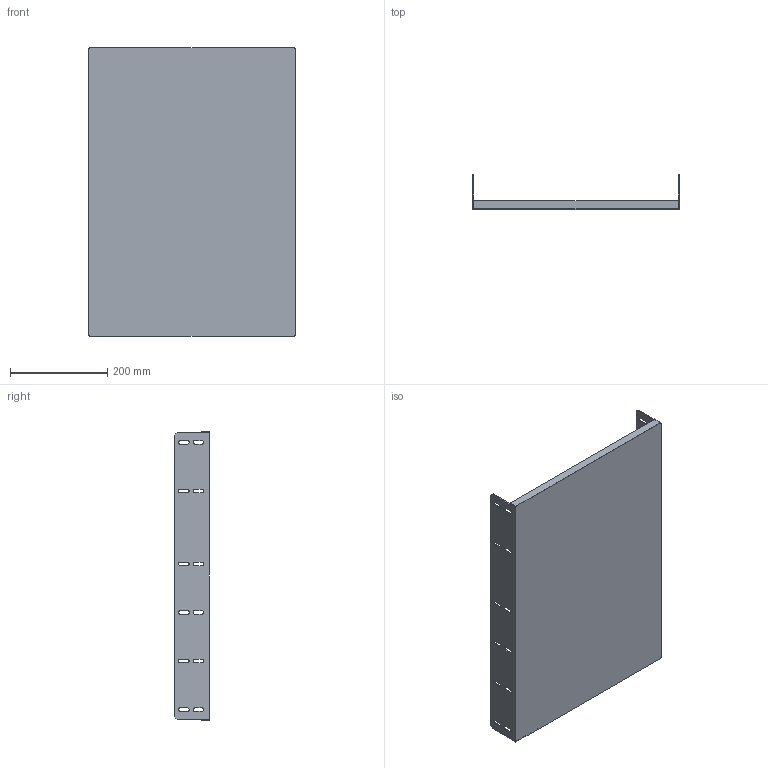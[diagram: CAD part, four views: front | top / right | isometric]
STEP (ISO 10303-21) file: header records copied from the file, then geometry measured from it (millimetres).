
FILE_DESCRIPTION (( 'STEP AP203' ), '1' );
FILE_NAME ('CPR606_Default.step', '2025-05-14T12:45:53', ( 'Windows User' ), ( 'AUTOMATION DIRECT' ), 'SwSTEP 2.0', 'SolidWorks 2024', '' );
FILE_SCHEMA (( 'CONFIG_CONTROL_DESIGN' ));
Length unit declared in the file: millimetre
Products named in the file (1): CPR606_Default
Bounding box: 425 x 71.5 x 594 mm (x, y, z)
Volume: 687159.4 mm3; surface area: 694383.6 mm2
Topology: 1 solids, 1 shells, 123 faces, 363 edges, 242 vertices
Faces by surface type: plane 75, cylinder 48
Entity records: 4286 total; most frequent: CARTESIAN_POINT 729, ORIENTED_EDGE 726, DIRECTION 707, EDGE_CURVE 363, VECTOR 267, LINE 267, VERTEX_POINT 242, AXIS2_PLACEMENT_3D 220
